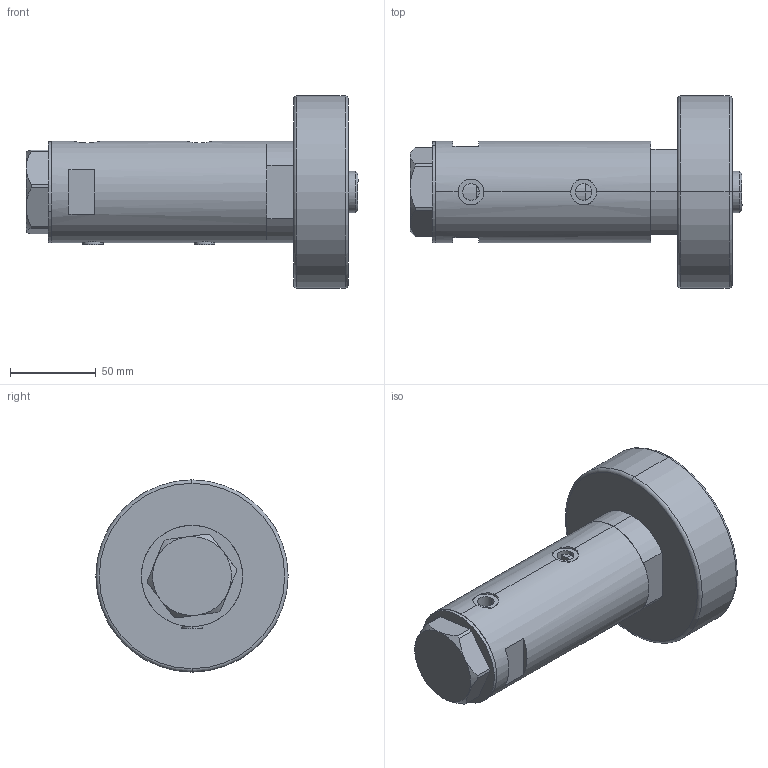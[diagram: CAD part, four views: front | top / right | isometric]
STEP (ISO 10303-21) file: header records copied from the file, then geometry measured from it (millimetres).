
FILE_DESCRIPTION (( 'STEP AP203' ), '1' );
FILE_NAME ('d3f9.STEP', '2022-04-14T22:35:37', ( '' ), ( '' ), 'SwSTEP 2.0', 'SolidWorks 2019', '' );
FILE_SCHEMA (( 'CONFIG_CONTROL_DESIGN' ));
Length unit declared in the file: millimetre
Products named in the file (6): d3f9; V270CG_VC 486da6e04e26a80c361375765c479706; V270CG_271C 486da6e04e26a80c361375765c479706; V270CG_MIDDLE 486da6e04e26a80c361375765c479706; V270CG_BACK 486da6e04e26a80c361375765c479706; V270CG_FRONT 486da6e04e26a80c361375765c479706
Assembly tree (5 placements, depth 2):
  d3f9
    V270CG_MIDDLE 486da6e04e26a80c361375765c479706
    V270CG_BACK 486da6e04e26a80c361375765c479706
    V270CG_FRONT 486da6e04e26a80c361375765c479706
    V270CG_VC 486da6e04e26a80c361375765c479706
    V270CG_271C 486da6e04e26a80c361375765c479706
Bounding box: 193.42 x 112 x 112 mm (x, y, z)
Volume: 694110.6 mm3; surface area: 124765 mm2
Topology: 5 solids, 5 shells, 136 faces, 313 edges, 191 vertices
Faces by surface type: cylinder 57, plane 55, cone 16, torus 8
Entity records: 5148 total; most frequent: CARTESIAN_POINT 1395, DIRECTION 697, ORIENTED_EDGE 622, EDGE_CURVE 311, AXIS2_PLACEMENT_3D 284, VERTEX_POINT 191, EDGE_LOOP 156, CIRCLE 140
